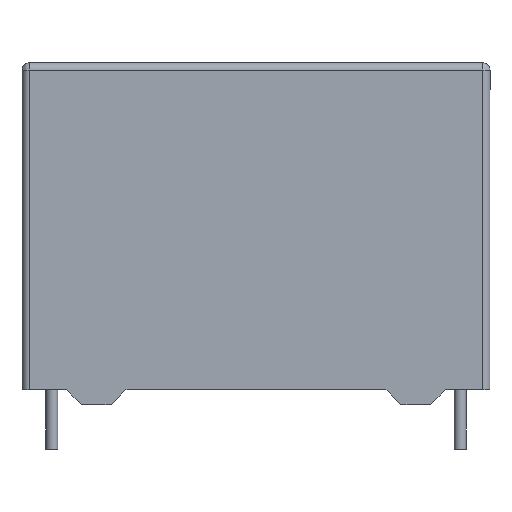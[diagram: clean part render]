
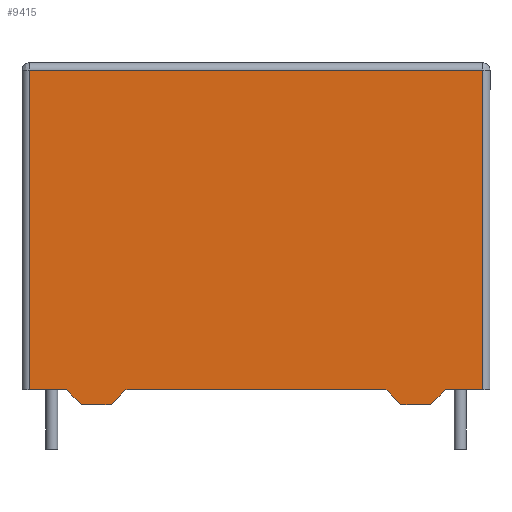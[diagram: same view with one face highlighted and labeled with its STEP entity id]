
A CAD part, front view. The second image highlights one B-rep face of the part: STEP entity #9415.
In plain terms, the highlighted planar face has unit normal (0, -1, 0).
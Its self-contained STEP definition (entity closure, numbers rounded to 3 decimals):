
#261 = CARTESIAN_POINT ( 'NONE',  ( 12.75, -6.75, 1. ) ) ;
#271 = ORIENTED_EDGE ( 'NONE', *, *, #5043, .F. ) ;
#277 = CARTESIAN_POINT ( 'NONE',  ( -15.25, -6.75, 22.5 ) ) ;
#420 = VERTEX_POINT ( 'NONE', #820 ) ;
#431 = VERTEX_POINT ( 'NONE', #6701 ) ;
#507 = LINE ( 'NONE', #5615, #4948 ) ;
#543 = VECTOR ( 'NONE', #5642, 1000. ) ;
#616 = AXIS2_PLACEMENT_3D ( 'NONE', #1521, #3536, #8516 ) ;
#775 = VECTOR ( 'NONE', #4640, 1000. ) ;
#820 = CARTESIAN_POINT ( 'NONE',  ( -8.75, -6.75, 1. ) ) ;
#858 = CARTESIAN_POINT ( 'NONE',  ( -11.75, -6.75, 0. ) ) ;
#996 = VECTOR ( 'NONE', #5193, 1000. ) ;
#1288 = EDGE_CURVE ( 'NONE', #3826, #7985, #5216, .T. ) ;
#1356 = DIRECTION ( 'NONE',  ( 1., 0., 0. ) ) ;
#1406 = CARTESIAN_POINT ( 'NONE',  ( -15.75, -6.75, 22.5 ) ) ;
#1435 = CARTESIAN_POINT ( 'NONE',  ( 0., -6.75, 1. ) ) ;
#1521 = CARTESIAN_POINT ( 'NONE',  ( -15.75, -6.75, 23. ) ) ;
#1691 = DIRECTION ( 'NONE',  ( -1., 0., 0. ) ) ;
#2185 = EDGE_CURVE ( 'NONE', #5453, #5896, #8284, .T. ) ;
#2227 = CARTESIAN_POINT ( 'NONE',  ( 0., -6.75, 1. ) ) ;
#2301 = CARTESIAN_POINT ( 'NONE',  ( -15.25, -6.75, 1. ) ) ;
#2650 = PLANE ( 'NONE',  #616 ) ;
#3013 = ORIENTED_EDGE ( 'NONE', *, *, #2185, .F. ) ;
#3022 = VECTOR ( 'NONE', #5928, 1000. ) ;
#3045 = LINE ( 'NONE', #858, #3022 ) ;
#3049 = CARTESIAN_POINT ( 'NONE',  ( 15.25, -6.75, 22.5 ) ) ;
#3093 = EDGE_CURVE ( 'NONE', #6363, #4146, #7712, .T. ) ;
#3230 = DIRECTION ( 'NONE',  ( 0., 0., -1. ) ) ;
#3304 = EDGE_CURVE ( 'NONE', #420, #431, #4751, .T. ) ;
#3467 = DIRECTION ( 'NONE',  ( -0.707, 0., 0.707 ) ) ;
#3536 = DIRECTION ( 'NONE',  ( 0., 1., 0. ) ) ;
#3551 = VERTEX_POINT ( 'NONE', #4671 ) ;
#3702 = CARTESIAN_POINT ( 'NONE',  ( -15.75, -6.75, 0. ) ) ;
#3795 = DIRECTION ( 'NONE',  ( -1., 0., 0. ) ) ;
#3826 = VERTEX_POINT ( 'NONE', #277 ) ;
#3965 = ORIENTED_EDGE ( 'NONE', *, *, #6036, .F. ) ;
#3985 = LINE ( 'NONE', #8404, #5150 ) ;
#4039 = EDGE_CURVE ( 'NONE', #5453, #7509, #4393, .T. ) ;
#4080 = VECTOR ( 'NONE', #1356, 1000. ) ;
#4086 = ORIENTED_EDGE ( 'NONE', *, *, #3093, .T. ) ;
#4146 = VERTEX_POINT ( 'NONE', #8133 ) ;
#4263 = ORIENTED_EDGE ( 'NONE', *, *, #6399, .F. ) ;
#4393 = LINE ( 'NONE', #1435, #543 ) ;
#4503 = LINE ( 'NONE', #3702, #8347 ) ;
#4598 = ORIENTED_EDGE ( 'NONE', *, *, #8845, .F. ) ;
#4620 = EDGE_CURVE ( 'NONE', #7985, #7509, #3985, .T. ) ;
#4640 = DIRECTION ( 'NONE',  ( -0.707, 0., -0.707 ) ) ;
#4671 = CARTESIAN_POINT ( 'NONE',  ( 9.75, -6.75, 0. ) ) ;
#4751 = LINE ( 'NONE', #6246, #5444 ) ;
#4948 = VECTOR ( 'NONE', #3467, 1000. ) ;
#4959 = VECTOR ( 'NONE', #6240, 1000. ) ;
#5043 = EDGE_CURVE ( 'NONE', #431, #8898, #6856, .T. ) ;
#5150 = VECTOR ( 'NONE', #3230, 1000. ) ;
#5193 = DIRECTION ( 'NONE',  ( 0., 0., 1. ) ) ;
#5216 = LINE ( 'NONE', #1406, #4080 ) ;
#5416 = EDGE_CURVE ( 'NONE', #5896, #3551, #4503, .T. ) ;
#5444 = VECTOR ( 'NONE', #7670, 1000. ) ;
#5453 = VERTEX_POINT ( 'NONE', #9003 ) ;
#5474 = ORIENTED_EDGE ( 'NONE', *, *, #5416, .F. ) ;
#5542 = ORIENTED_EDGE ( 'NONE', *, *, #3304, .F. ) ;
#5615 = CARTESIAN_POINT ( 'NONE',  ( 9.75, -6.75, 0. ) ) ;
#5642 = DIRECTION ( 'NONE',  ( 1., 0., 0. ) ) ;
#5657 = CARTESIAN_POINT ( 'NONE',  ( 0., -6.75, 1. ) ) ;
#5896 = VERTEX_POINT ( 'NONE', #6438 ) ;
#5901 = VECTOR ( 'NONE', #8704, 1000. ) ;
#5928 = DIRECTION ( 'NONE',  ( -0.707, 0., 0.707 ) ) ;
#6036 = EDGE_CURVE ( 'NONE', #8898, #4146, #3045, .T. ) ;
#6240 = DIRECTION ( 'NONE',  ( 1., 0., 0. ) ) ;
#6246 = CARTESIAN_POINT ( 'NONE',  ( -8.75, -6.75, 1. ) ) ;
#6276 = VERTEX_POINT ( 'NONE', #7551 ) ;
#6363 = VERTEX_POINT ( 'NONE', #2301 ) ;
#6399 = EDGE_CURVE ( 'NONE', #6363, #3826, #6778, .T. ) ;
#6438 = CARTESIAN_POINT ( 'NONE',  ( 11.75, -6.75, 0. ) ) ;
#6681 = CARTESIAN_POINT ( 'NONE',  ( -15.25, -6.75, 23. ) ) ;
#6701 = CARTESIAN_POINT ( 'NONE',  ( -9.75, -6.75, 0. ) ) ;
#6778 = LINE ( 'NONE', #6681, #996 ) ;
#6855 = EDGE_CURVE ( 'NONE', #420, #6276, #8037, .T. ) ;
#6856 = LINE ( 'NONE', #8428, #7138 ) ;
#6907 = ORIENTED_EDGE ( 'NONE', *, *, #4620, .F. ) ;
#7009 = ORIENTED_EDGE ( 'NONE', *, *, #4039, .T. ) ;
#7138 = VECTOR ( 'NONE', #1691, 1000. ) ;
#7224 = EDGE_LOOP ( 'NONE', ( #4598, #5474, #3013, #7009, #6907, #9063, #4263, #4086, #3965, #271, #5542, #7303 ) ) ;
#7303 = ORIENTED_EDGE ( 'NONE', *, *, #6855, .T. ) ;
#7509 = VERTEX_POINT ( 'NONE', #9366 ) ;
#7551 = CARTESIAN_POINT ( 'NONE',  ( 8.75, -6.75, 1. ) ) ;
#7670 = DIRECTION ( 'NONE',  ( -0.707, 0., -0.707 ) ) ;
#7712 = LINE ( 'NONE', #5657, #4959 ) ;
#7985 = VERTEX_POINT ( 'NONE', #3049 ) ;
#8037 = LINE ( 'NONE', #2227, #5901 ) ;
#8079 = FACE_OUTER_BOUND ( 'NONE', #7224, .T. ) ;
#8133 = CARTESIAN_POINT ( 'NONE',  ( -12.75, -6.75, 1. ) ) ;
#8284 = LINE ( 'NONE', #261, #775 ) ;
#8347 = VECTOR ( 'NONE', #3795, 1000. ) ;
#8404 = CARTESIAN_POINT ( 'NONE',  ( 15.25, -6.75, 23. ) ) ;
#8428 = CARTESIAN_POINT ( 'NONE',  ( -15.75, -6.75, 0. ) ) ;
#8516 = DIRECTION ( 'NONE',  ( 0., 0., 1. ) ) ;
#8704 = DIRECTION ( 'NONE',  ( 1., 0., 0. ) ) ;
#8845 = EDGE_CURVE ( 'NONE', #3551, #6276, #507, .T. ) ;
#8898 = VERTEX_POINT ( 'NONE', #9207 ) ;
#9003 = CARTESIAN_POINT ( 'NONE',  ( 12.75, -6.75, 1. ) ) ;
#9063 = ORIENTED_EDGE ( 'NONE', *, *, #1288, .F. ) ;
#9207 = CARTESIAN_POINT ( 'NONE',  ( -11.75, -6.75, 0. ) ) ;
#9366 = CARTESIAN_POINT ( 'NONE',  ( 15.25, -6.75, 1. ) ) ;
#9415 = ADVANCED_FACE ( 'NONE', ( #8079 ), #2650, .F. ) ;
